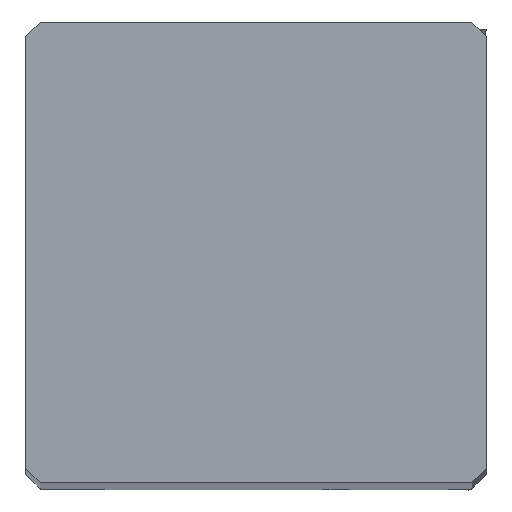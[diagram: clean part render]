
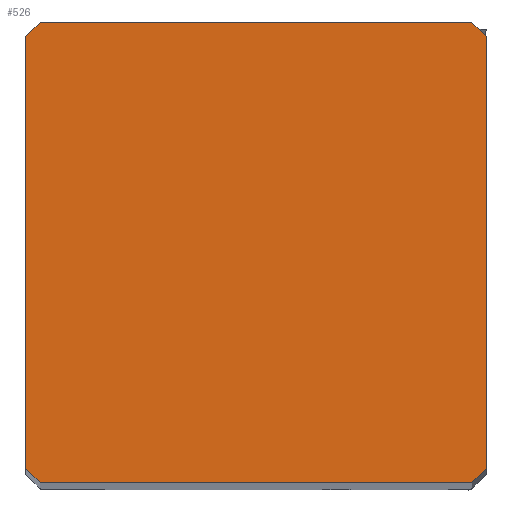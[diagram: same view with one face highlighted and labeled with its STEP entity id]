
A CAD part, top view. The second image highlights one B-rep face of the part: STEP entity #526.
In plain terms, the highlighted planar face has unit normal (0, 0, 1).
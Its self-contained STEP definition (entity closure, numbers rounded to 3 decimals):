
#456=FACE_OUTER_BOUND('',#641,.T.);
#526=ADVANCED_FACE('',(#456),#588,.T.);
#588=PLANE('',#1931);
#641=EDGE_LOOP('',(#788,#789,#790,#791,#792,#793,#794,#795));
#788=ORIENTED_EDGE('',*,*,#1274,.F.);
#789=ORIENTED_EDGE('',*,*,#1275,.F.);
#790=ORIENTED_EDGE('',*,*,#1271,.T.);
#791=ORIENTED_EDGE('',*,*,#1276,.F.);
#792=ORIENTED_EDGE('',*,*,#1277,.F.);
#793=ORIENTED_EDGE('',*,*,#1278,.F.);
#794=ORIENTED_EDGE('',*,*,#1279,.T.);
#795=ORIENTED_EDGE('',*,*,#1280,.F.);
#1119=VERTEX_POINT('',#2567);
#1125=VERTEX_POINT('',#2579);
#1128=VERTEX_POINT('',#2587);
#1129=VERTEX_POINT('',#2588);
#1130=VERTEX_POINT('',#2591);
#1131=VERTEX_POINT('',#2593);
#1132=VERTEX_POINT('',#2595);
#1133=VERTEX_POINT('',#2597);
#1271=EDGE_CURVE('',#1119,#1125,#1574,.T.);
#1274=EDGE_CURVE('',#1128,#1129,#1575,.T.);
#1275=EDGE_CURVE('',#1119,#1128,#1576,.T.);
#1276=EDGE_CURVE('',#1130,#1125,#1577,.T.);
#1277=EDGE_CURVE('',#1131,#1130,#1578,.T.);
#1278=EDGE_CURVE('',#1132,#1131,#1579,.T.);
#1279=EDGE_CURVE('',#1132,#1133,#1580,.T.);
#1280=EDGE_CURVE('',#1129,#1133,#1581,.T.);
#1574=LINE('',#2580,#1689);
#1575=LINE('',#2586,#1690);
#1576=LINE('',#2589,#1691);
#1577=LINE('',#2590,#1692);
#1578=LINE('',#2592,#1693);
#1579=LINE('',#2594,#1694);
#1580=LINE('',#2596,#1695);
#1581=LINE('',#2598,#1696);
#1689=VECTOR('',#2167,1.);
#1690=VECTOR('',#2174,1.);
#1691=VECTOR('',#2175,1.);
#1692=VECTOR('',#2176,1.);
#1693=VECTOR('',#2177,1.);
#1694=VECTOR('',#2178,1.);
#1695=VECTOR('',#2179,1.);
#1696=VECTOR('',#2180,1.);
#1931=AXIS2_PLACEMENT_3D('',#2599,#2181,#2182);
#2167=DIRECTION('',(1.,0.,0.));
#2174=DIRECTION('',(0.,1.,0.));
#2175=DIRECTION('',(-0.707,0.707,0.));
#2176=DIRECTION('',(-0.707,-0.707,0.));
#2177=DIRECTION('',(0.,-1.,0.));
#2178=DIRECTION('',(0.707,-0.707,0.));
#2179=DIRECTION('',(-1.,0.,0.));
#2180=DIRECTION('',(0.707,0.707,0.));
#2181=DIRECTION('',(0.,0.,1.));
#2182=DIRECTION('',(-1.,0.,0.));
#2567=CARTESIAN_POINT('',(0.5,0.,0.));
#2579=CARTESIAN_POINT('',(15.5,0.,0.));
#2580=CARTESIAN_POINT('',(0.5,0.,0.));
#2586=CARTESIAN_POINT('',(0.,0.5,0.));
#2587=CARTESIAN_POINT('',(0.,0.5,0.));
#2588=CARTESIAN_POINT('',(0.,15.5,0.));
#2589=CARTESIAN_POINT('',(0.5,0.,0.));
#2590=CARTESIAN_POINT('',(16.,0.5,0.));
#2591=CARTESIAN_POINT('',(16.,0.5,0.));
#2592=CARTESIAN_POINT('',(16.,15.5,0.));
#2593=CARTESIAN_POINT('',(16.,15.5,0.));
#2594=CARTESIAN_POINT('',(15.5,16.,0.));
#2595=CARTESIAN_POINT('',(15.5,16.,0.));
#2596=CARTESIAN_POINT('',(15.5,16.,0.));
#2597=CARTESIAN_POINT('',(0.5,16.,0.));
#2598=CARTESIAN_POINT('',(0.,15.5,0.));
#2599=CARTESIAN_POINT('',(8.,8.,0.));
